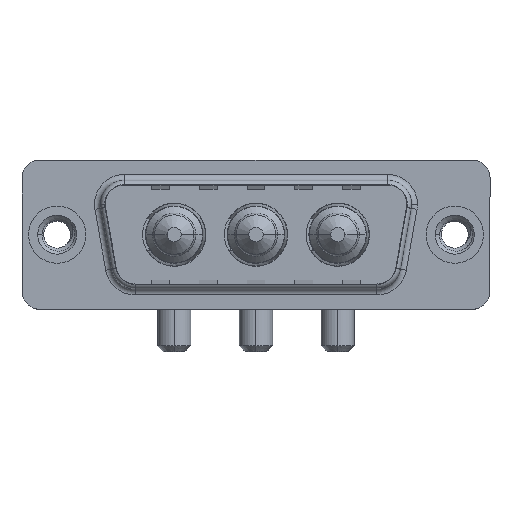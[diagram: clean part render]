
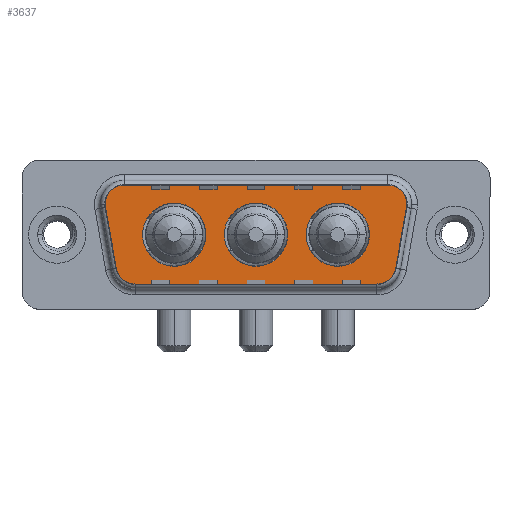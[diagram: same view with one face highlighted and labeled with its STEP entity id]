
A CAD part, top view. The second image highlights one B-rep face of the part: STEP entity #3637.
In plain terms, the highlighted planar face has unit normal (0, 0, 1).
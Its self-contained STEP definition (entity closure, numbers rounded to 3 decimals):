
#59 = CARTESIAN_POINT ( 'NONE',  ( 28.836, -3.247, 0. ) ) ;
#133 = ORIENTED_EDGE ( 'NONE', *, *, #5129, .F. ) ;
#163 = ORIENTED_EDGE ( 'NONE', *, *, #6805, .T. ) ;
#185 = CARTESIAN_POINT ( 'NONE',  ( 7.15, 0., 0. ) ) ;
#250 = DIRECTION ( 'NONE',  ( 0., 0., 1. ) ) ;
#324 = DIRECTION ( 'NONE',  ( 0., 0., 1. ) ) ;
#538 = DIRECTION ( 'NONE',  ( 0.174, 0.985, 0. ) ) ;
#556 = EDGE_LOOP ( 'NONE', ( #6961, #11563, #5763, #6504, #163, #3528, #1508, #3967, #3250 ) ) ;
#566 = CARTESIAN_POINT ( 'NONE',  ( 5.411, 4.9, 0. ) ) ;
#602 = LINE ( 'NONE', #11646, #6828 ) ;
#702 = DIRECTION ( 'NONE',  ( 0., 0., 1. ) ) ;
#834 = EDGE_CURVE ( 'NONE', #1882, #3813, #6306, .T. ) ;
#922 = CIRCLE ( 'NONE', #8443, 2. ) ;
#962 = VERTEX_POINT ( 'NONE', #2989 ) ;
#1063 = CARTESIAN_POINT ( 'NONE',  ( 29.859, 2.553, 0. ) ) ;
#1338 = ORIENTED_EDGE ( 'NONE', *, *, #12798, .F. ) ;
#1430 = CARTESIAN_POINT ( 'NONE',  ( 26.15, 0., 0. ) ) ;
#1443 = FACE_BOUND ( 'NONE', #8258, .T. ) ;
#1508 = ORIENTED_EDGE ( 'NONE', *, *, #10169, .T. ) ;
#1560 = CARTESIAN_POINT ( 'NONE',  ( 23.5, 0., 0. ) ) ;
#1624 = CIRCLE ( 'NONE', #7045, 2.65 ) ;
#1877 = CARTESIAN_POINT ( 'NONE',  ( 6.434, -2.9, 0. ) ) ;
#1882 = VERTEX_POINT ( 'NONE', #8028 ) ;
#2045 = CARTESIAN_POINT ( 'NONE',  ( 27.889, 2.9, 0. ) ) ;
#2082 = EDGE_CURVE ( 'NONE', #11696, #12771, #6791, .T. ) ;
#2316 = CARTESIAN_POINT ( 'NONE',  ( 5.411, 4.9, 0. ) ) ;
#2332 = DIRECTION ( 'NONE',  ( -1., 0., 0. ) ) ;
#2454 = AXIS2_PLACEMENT_3D ( 'NONE', #5501, #9728, #5868 ) ;
#2912 = DIRECTION ( 'NONE',  ( 1., 0., 0. ) ) ;
#2989 = CARTESIAN_POINT ( 'NONE',  ( 26.866, -4.9, 0. ) ) ;
#3159 = DIRECTION ( 'NONE',  ( 1., 0., 0. ) ) ;
#3250 = ORIENTED_EDGE ( 'NONE', *, *, #7575, .T. ) ;
#3258 = DIRECTION ( 'NONE',  ( 1., 0., 0. ) ) ;
#3470 = FACE_OUTER_BOUND ( 'NONE', #556, .T. ) ;
#3528 = ORIENTED_EDGE ( 'NONE', *, *, #5266, .T. ) ;
#3637 = ADVANCED_FACE ( 'NONE', ( #5622, #1443, #8426, #3470 ), #7453, .T. ) ;
#3694 = CIRCLE ( 'NONE', #9947, 2. ) ;
#3714 = EDGE_CURVE ( 'NONE', #9447, #7381, #5196, .T. ) ;
#3813 = VERTEX_POINT ( 'NONE', #185 ) ;
#3840 = CARTESIAN_POINT ( 'NONE',  ( 3.441, 2.553, 0. ) ) ;
#3869 = CARTESIAN_POINT ( 'NONE',  ( 6.434, -4.9, 0. ) ) ;
#3881 = ORIENTED_EDGE ( 'NONE', *, *, #8097, .F. ) ;
#3967 = ORIENTED_EDGE ( 'NONE', *, *, #8304, .T. ) ;
#4001 = CARTESIAN_POINT ( 'NONE',  ( 16.65, 0., 0. ) ) ;
#4318 = DIRECTION ( 'NONE',  ( 1., 0., 0. ) ) ;
#4473 = VERTEX_POINT ( 'NONE', #2316 ) ;
#4569 = EDGE_LOOP ( 'NONE', ( #7598, #3881 ) ) ;
#4761 = DIRECTION ( 'NONE',  ( -1., 0., 0. ) ) ;
#4811 = VERTEX_POINT ( 'NONE', #6796 ) ;
#4812 = DIRECTION ( 'NONE',  ( 0., 0., 1. ) ) ;
#4822 = CARTESIAN_POINT ( 'NONE',  ( 14., 0., 0. ) ) ;
#4946 = DIRECTION ( 'NONE',  ( 0., 0., 1. ) ) ;
#5063 = CARTESIAN_POINT ( 'NONE',  ( 29.889, 2.9, 0. ) ) ;
#5129 = EDGE_CURVE ( 'NONE', #9397, #6622, #12151, .T. ) ;
#5196 = CIRCLE ( 'NONE', #12503, 2.65 ) ;
#5266 = EDGE_CURVE ( 'NONE', #4473, #6561, #922, .T. ) ;
#5501 = CARTESIAN_POINT ( 'NONE',  ( 26.866, -2.9, 0. ) ) ;
#5583 = VECTOR ( 'NONE', #9086, 1000. ) ;
#5604 = VECTOR ( 'NONE', #9950, 1000. ) ;
#5622 = FACE_BOUND ( 'NONE', #10251, .T. ) ;
#5738 = DIRECTION ( 'NONE',  ( 0., 0., 1. ) ) ;
#5763 = ORIENTED_EDGE ( 'NONE', *, *, #9068, .T. ) ;
#5836 = VERTEX_POINT ( 'NONE', #1063 ) ;
#5868 = DIRECTION ( 'NONE',  ( 1., 0., 0. ) ) ;
#5892 = AXIS2_PLACEMENT_3D ( 'NONE', #5916, #4946, #8929 ) ;
#5916 = CARTESIAN_POINT ( 'NONE',  ( 9.8, 0., 0. ) ) ;
#5956 = CARTESIAN_POINT ( 'NONE',  ( 3.441, 2.553, 0. ) ) ;
#5964 = VECTOR ( 'NONE', #2332, 1000. ) ;
#6030 = DIRECTION ( 'NONE',  ( -1., 0., 0. ) ) ;
#6094 = LINE ( 'NONE', #5956, #5604 ) ;
#6306 = CIRCLE ( 'NONE', #5892, 2.65 ) ;
#6504 = ORIENTED_EDGE ( 'NONE', *, *, #2082, .T. ) ;
#6561 = VERTEX_POINT ( 'NONE', #3840 ) ;
#6622 = VERTEX_POINT ( 'NONE', #6913 ) ;
#6641 = AXIS2_PLACEMENT_3D ( 'NONE', #1877, #10628, #4761 ) ;
#6791 = CIRCLE ( 'NONE', #12003, 2. ) ;
#6796 = CARTESIAN_POINT ( 'NONE',  ( 6.434, -4.9, 0. ) ) ;
#6805 = EDGE_CURVE ( 'NONE', #12771, #4473, #11215, .T. ) ;
#6828 = VECTOR ( 'NONE', #538, 1000. ) ;
#6913 = CARTESIAN_POINT ( 'NONE',  ( 20.85, 0., 0. ) ) ;
#6961 = ORIENTED_EDGE ( 'NONE', *, *, #7902, .T. ) ;
#7045 = AXIS2_PLACEMENT_3D ( 'NONE', #9933, #250, #3258 ) ;
#7381 = VERTEX_POINT ( 'NONE', #11268 ) ;
#7453 = PLANE ( 'NONE',  #2454 ) ;
#7483 = DIRECTION ( 'NONE',  ( 0., 0., 1. ) ) ;
#7534 = DIRECTION ( 'NONE',  ( 0., 0., 1. ) ) ;
#7575 = EDGE_CURVE ( 'NONE', #4811, #962, #11913, .T. ) ;
#7598 = ORIENTED_EDGE ( 'NONE', *, *, #834, .F. ) ;
#7616 = EDGE_CURVE ( 'NONE', #7381, #9447, #9336, .T. ) ;
#7877 = EDGE_CURVE ( 'NONE', #10646, #5836, #602, .T. ) ;
#7902 = EDGE_CURVE ( 'NONE', #962, #10646, #11636, .T. ) ;
#7982 = DIRECTION ( 'NONE',  ( 0., 0., 1. ) ) ;
#8028 = CARTESIAN_POINT ( 'NONE',  ( 12.45, 0., 0. ) ) ;
#8097 = EDGE_CURVE ( 'NONE', #3813, #1882, #1624, .T. ) ;
#8258 = EDGE_LOOP ( 'NONE', ( #133, #1338 ) ) ;
#8304 = EDGE_CURVE ( 'NONE', #12124, #4811, #8524, .T. ) ;
#8426 = FACE_BOUND ( 'NONE', #4569, .T. ) ;
#8443 = AXIS2_PLACEMENT_3D ( 'NONE', #10760, #702, #10569 ) ;
#8524 = CIRCLE ( 'NONE', #6641, 2. ) ;
#8639 = DIRECTION ( 'NONE',  ( 1., 0., 0. ) ) ;
#8814 = DIRECTION ( 'NONE',  ( 1., 0., 0. ) ) ;
#8914 = CARTESIAN_POINT ( 'NONE',  ( 23.5, 0., 0. ) ) ;
#8929 = DIRECTION ( 'NONE',  ( 1., 0., 0. ) ) ;
#8973 = DIRECTION ( 'NONE',  ( 0., 0., 1. ) ) ;
#9068 = EDGE_CURVE ( 'NONE', #5836, #11696, #3694, .T. ) ;
#9086 = DIRECTION ( 'NONE',  ( 1., 0., 0. ) ) ;
#9191 = CIRCLE ( 'NONE', #12343, 2.65 ) ;
#9214 = AXIS2_PLACEMENT_3D ( 'NONE', #1560, #324, #4318 ) ;
#9336 = CIRCLE ( 'NONE', #10984, 2.65 ) ;
#9369 = DIRECTION ( 'NONE',  ( -1., 0., 0. ) ) ;
#9397 = VERTEX_POINT ( 'NONE', #1430 ) ;
#9447 = VERTEX_POINT ( 'NONE', #4822 ) ;
#9728 = DIRECTION ( 'NONE',  ( 0., 0., 1. ) ) ;
#9829 = CARTESIAN_POINT ( 'NONE',  ( 27.889, 4.9, 0. ) ) ;
#9933 = CARTESIAN_POINT ( 'NONE',  ( 9.8, 0., 0. ) ) ;
#9947 = AXIS2_PLACEMENT_3D ( 'NONE', #2045, #8973, #6030 ) ;
#9950 = DIRECTION ( 'NONE',  ( 0.174, -0.985, 0. ) ) ;
#10169 = EDGE_CURVE ( 'NONE', #6561, #12124, #6094, .T. ) ;
#10251 = EDGE_LOOP ( 'NONE', ( #11082, #11425 ) ) ;
#10569 = DIRECTION ( 'NONE',  ( 1., 0., 0. ) ) ;
#10628 = DIRECTION ( 'NONE',  ( 0., 0., 1. ) ) ;
#10642 = CARTESIAN_POINT ( 'NONE',  ( 16.65, 0., 0. ) ) ;
#10646 = VERTEX_POINT ( 'NONE', #59 ) ;
#10760 = CARTESIAN_POINT ( 'NONE',  ( 5.411, 2.9, 0. ) ) ;
#10984 = AXIS2_PLACEMENT_3D ( 'NONE', #4001, #7982, #3159 ) ;
#11082 = ORIENTED_EDGE ( 'NONE', *, *, #7616, .F. ) ;
#11170 = CARTESIAN_POINT ( 'NONE',  ( 4.464, -3.247, 0. ) ) ;
#11215 = LINE ( 'NONE', #566, #5964 ) ;
#11268 = CARTESIAN_POINT ( 'NONE',  ( 19.3, 0., 0. ) ) ;
#11425 = ORIENTED_EDGE ( 'NONE', *, *, #3714, .F. ) ;
#11430 = AXIS2_PLACEMENT_3D ( 'NONE', #11577, #7534, #8639 ) ;
#11563 = ORIENTED_EDGE ( 'NONE', *, *, #7877, .T. ) ;
#11577 = CARTESIAN_POINT ( 'NONE',  ( 26.866, -2.9, 0. ) ) ;
#11636 = CIRCLE ( 'NONE', #11430, 2. ) ;
#11646 = CARTESIAN_POINT ( 'NONE',  ( 29.859, 2.553, 0. ) ) ;
#11696 = VERTEX_POINT ( 'NONE', #5063 ) ;
#11913 = LINE ( 'NONE', #3869, #5583 ) ;
#12003 = AXIS2_PLACEMENT_3D ( 'NONE', #12636, #7483, #9369 ) ;
#12124 = VERTEX_POINT ( 'NONE', #11170 ) ;
#12151 = CIRCLE ( 'NONE', #9214, 2.65 ) ;
#12343 = AXIS2_PLACEMENT_3D ( 'NONE', #8914, #4812, #2912 ) ;
#12503 = AXIS2_PLACEMENT_3D ( 'NONE', #10642, #5738, #8814 ) ;
#12636 = CARTESIAN_POINT ( 'NONE',  ( 27.889, 2.9, 0. ) ) ;
#12771 = VERTEX_POINT ( 'NONE', #9829 ) ;
#12798 = EDGE_CURVE ( 'NONE', #6622, #9397, #9191, .T. ) ;
